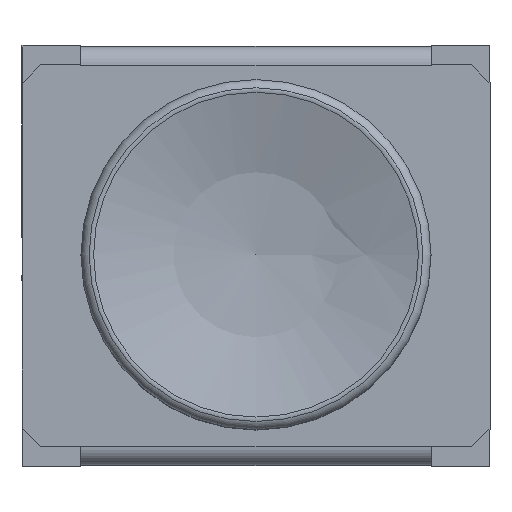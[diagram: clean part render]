
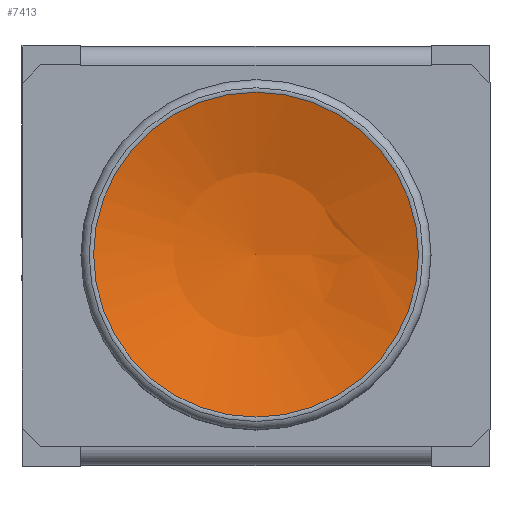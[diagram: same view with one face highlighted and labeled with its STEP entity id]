
A CAD part, top view. The second image highlights one B-rep face of the part: STEP entity #7413.
In plain terms, the highlighted spherical face has radius 12.85 mm.
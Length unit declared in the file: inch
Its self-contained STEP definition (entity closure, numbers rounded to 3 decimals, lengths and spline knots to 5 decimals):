
#43=SPHERICAL_SURFACE('',#7889,0.50591);
#404=CIRCLE('',#7888,0.17352);
#405=CIRCLE('',#7890,0.50591);
#863=FACE_OUTER_BOUND('',#1294,.T.);
#1294=EDGE_LOOP('',(#5778,#5779,#5780));
#3332=VERTEX_POINT('',#12580);
#3333=VERTEX_POINT('',#12584);
#4222=EDGE_CURVE('',#3332,#3332,#404,.T.);
#4223=EDGE_CURVE('',#3332,#3333,#405,.T.);
#5778=ORIENTED_EDGE('',*,*,#4222,.F.);
#5779=ORIENTED_EDGE('',*,*,#4223,.T.);
#5780=ORIENTED_EDGE('',*,*,#4223,.F.);
#7413=ADVANCED_FACE('',(#863),#43,.F.);
#7888=AXIS2_PLACEMENT_3D('',#12582,#9067,#9068);
#7889=AXIS2_PLACEMENT_3D('',#12583,#9069,#9070);
#7890=AXIS2_PLACEMENT_3D('',#12585,#9071,#9072);
#9067=DIRECTION('center_axis',(0.,0.,
-1.));
#9068=DIRECTION('ref_axis',(1.,0.,0.));
#9069=DIRECTION('center_axis',(0.,0.,
-1.));
#9070=DIRECTION('ref_axis',(-1.,0.,0.));
#9071=DIRECTION('center_axis',(0.,1.,0.));
#9072=DIRECTION('ref_axis',(1.,0.,0.));
#12580=CARTESIAN_POINT('',(0.17352,0.,0.98494));
#12582=CARTESIAN_POINT('Origin',(0.,0.,
0.98494));
#12583=CARTESIAN_POINT('Origin',(0.,0.,
1.46015));
#12584=CARTESIAN_POINT('',(0.,0.,
0.95425));
#12585=CARTESIAN_POINT('Origin',(0.,0.,
1.46015));
